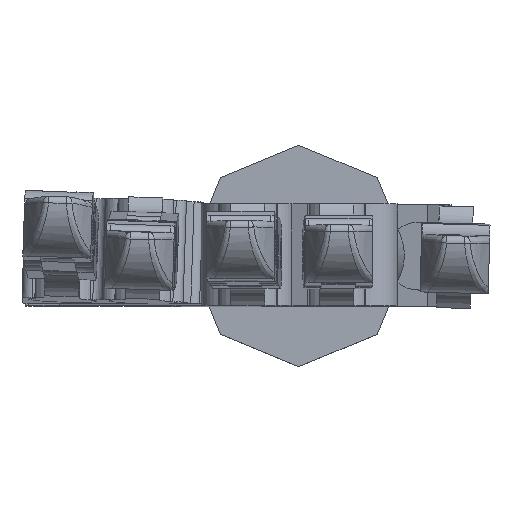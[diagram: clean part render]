
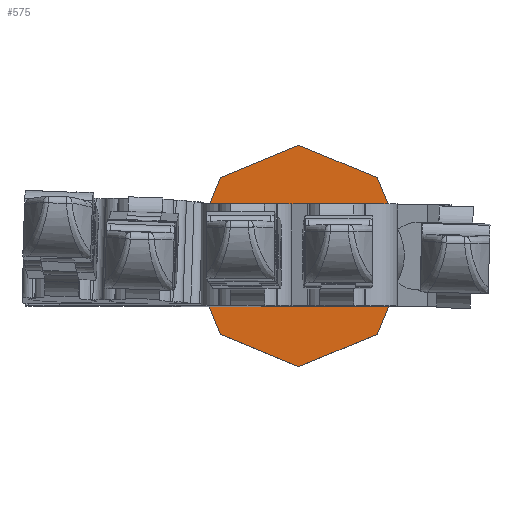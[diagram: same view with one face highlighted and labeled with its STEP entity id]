
A CAD part, top view. The second image highlights one B-rep face of the part: STEP entity #575.
In plain terms, the highlighted planar face has unit normal (0, 0, 1).
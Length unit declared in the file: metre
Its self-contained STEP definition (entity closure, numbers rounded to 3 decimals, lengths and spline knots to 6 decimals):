
#575 = ADVANCED_FACE( '', ( #1005, #1006, #1007 ), #1008, .F. );
#1005 = FACE_BOUND( '', #1760, .T. );
#1006 = FACE_BOUND( '', #1761, .T. );
#1007 = FACE_OUTER_BOUND( '', #1762, .T. );
#1008 = PLANE( '', #1763 );
#1760 = EDGE_LOOP( '', ( #5158 ) );
#1761 = EDGE_LOOP( '', ( #5159 ) );
#1762 = EDGE_LOOP( '', ( #5160, #5161, #5162, #5163, #5164, #5165, #5166, #5167 ) );
#1763 = AXIS2_PLACEMENT_3D( '', #5168, #5169, #5170 );
#5158 = ORIENTED_EDGE( '', *, *, #7207, .T. );
#5159 = ORIENTED_EDGE( '', *, *, #7208, .T. );
#5160 = ORIENTED_EDGE( '', *, *, #7209, .F. );
#5161 = ORIENTED_EDGE( '', *, *, #7231, .F. );
#5162 = ORIENTED_EDGE( '', *, *, #7228, .F. );
#5163 = ORIENTED_EDGE( '', *, *, #7225, .F. );
#5164 = ORIENTED_EDGE( '', *, *, #7222, .F. );
#5165 = ORIENTED_EDGE( '', *, *, #7219, .F. );
#5166 = ORIENTED_EDGE( '', *, *, #7216, .F. );
#5167 = ORIENTED_EDGE( '', *, *, #7213, .F. );
#5168 = CARTESIAN_POINT( '', ( -0.014561, -0.0075, -0.103376 ) );
#5169 = DIRECTION( '', ( 0., 0., -1. ) );
#5170 = DIRECTION( '', ( 1., 0., 0. ) );
#7207 = EDGE_CURVE( '', #8090, #8090, #8091, .T. );
#7208 = EDGE_CURVE( '', #8092, #8092, #8093, .T. );
#7209 = EDGE_CURVE( '', #8094, #8095, #8096, .T. );
#7213 = EDGE_CURVE( '', #8095, #8102, #8103, .T. );
#7216 = EDGE_CURVE( '', #8102, #8107, #8108, .T. );
#7219 = EDGE_CURVE( '', #8107, #8112, #8113, .T. );
#7222 = EDGE_CURVE( '', #8112, #8117, #8118, .T. );
#7225 = EDGE_CURVE( '', #8117, #8122, #8123, .T. );
#7228 = EDGE_CURVE( '', #8122, #8127, #8128, .T. );
#7231 = EDGE_CURVE( '', #8127, #8094, #8132, .T. );
#8090 = VERTEX_POINT( '', #9482 );
#8091 = CIRCLE( '', #9483, 0.005 );
#8092 = VERTEX_POINT( '', #9484 );
#8093 = CIRCLE( '', #9485, 0.005 );
#8094 = VERTEX_POINT( '', #9486 );
#8095 = VERTEX_POINT( '', #9487 );
#8096 = LINE( '', #9488, #9489 );
#8102 = VERTEX_POINT( '', #9498 );
#8103 = LINE( '', #9499, #9500 );
#8107 = VERTEX_POINT( '', #9506 );
#8108 = LINE( '', #9507, #9508 );
#8112 = VERTEX_POINT( '', #9514 );
#8113 = LINE( '', #9515, #9516 );
#8117 = VERTEX_POINT( '', #9522 );
#8118 = LINE( '', #9523, #9524 );
#8122 = VERTEX_POINT( '', #9530 );
#8123 = LINE( '', #9531, #9532 );
#8127 = VERTEX_POINT( '', #9538 );
#8128 = LINE( '', #9539, #9540 );
#8132 = LINE( '', #9546, #9547 );
#9482 = CARTESIAN_POINT( '', ( -0.025811, -0.0075, -0.103376 ) );
#9483 = AXIS2_PLACEMENT_3D( '', #13030, #13031, #13032 );
#9484 = CARTESIAN_POINT( '', ( -0.013311, -0.0075, -0.103376 ) );
#9485 = AXIS2_PLACEMENT_3D( '', #13033, #13034, #13035 );
#9486 = CARTESIAN_POINT( '', ( -0.014561, 0.008832, -0.103376 ) );
#9487 = CARTESIAN_POINT( '', ( -0.003013, 0.004048, -0.103376 ) );
#9488 = CARTESIAN_POINT( '', ( -0.008787, 0.00644, -0.103376 ) );
#9489 = VECTOR( '', #13036, 1. );
#9498 = CARTESIAN_POINT( '', ( 0.001771, -0.0075, -0.103376 ) );
#9499 = CARTESIAN_POINT( '', ( -0.000621, -0.001726, -0.103376 ) );
#9500 = VECTOR( '', #13040, 1. );
#9506 = CARTESIAN_POINT( '', ( -0.003013, -0.019048, -0.103376 ) );
#9507 = CARTESIAN_POINT( '', ( -0.000621, -0.013274, -0.103376 ) );
#9508 = VECTOR( '', #13043, 1. );
#9514 = CARTESIAN_POINT( '', ( -0.014561, -0.023832, -0.103376 ) );
#9515 = CARTESIAN_POINT( '', ( -0.008787, -0.02144, -0.103376 ) );
#9516 = VECTOR( '', #13046, 1. );
#9522 = CARTESIAN_POINT( '', ( -0.02611, -0.019048, -0.103376 ) );
#9523 = CARTESIAN_POINT( '', ( -0.020335, -0.02144, -0.103376 ) );
#9524 = VECTOR( '', #13049, 1. );
#9530 = CARTESIAN_POINT( '', ( -0.030893, -0.0075, -0.103376 ) );
#9531 = CARTESIAN_POINT( '', ( -0.028501, -0.013274, -0.103376 ) );
#9532 = VECTOR( '', #13052, 1. );
#9538 = CARTESIAN_POINT( '', ( -0.02611, 0.004048, -0.103376 ) );
#9539 = CARTESIAN_POINT( '', ( -0.028501, -0.001726, -0.103376 ) );
#9540 = VECTOR( '', #13055, 1. );
#9546 = CARTESIAN_POINT( '', ( -0.020335, 0.00644, -0.103376 ) );
#9547 = VECTOR( '', #13058, 1. );
#13030 = CARTESIAN_POINT( '', ( -0.020811, -0.0075, -0.103376 ) );
#13031 = DIRECTION( '', ( 0., 0., -1. ) );
#13032 = DIRECTION( '', ( -1., 0., 0. ) );
#13033 = CARTESIAN_POINT( '', ( -0.008311, -0.0075, -0.103376 ) );
#13034 = DIRECTION( '', ( 0., 0., -1. ) );
#13035 = DIRECTION( '', ( -1., 0., 0. ) );
#13036 = DIRECTION( '', ( 0.924, -0.383, 0. ) );
#13040 = DIRECTION( '', ( 0.383, -0.924, 0. ) );
#13043 = DIRECTION( '', ( -0.383, -0.924, 0. ) );
#13046 = DIRECTION( '', ( -0.924, -0.383, 0. ) );
#13049 = DIRECTION( '', ( -0.924, 0.383, 0. ) );
#13052 = DIRECTION( '', ( -0.383, 0.924, 0. ) );
#13055 = DIRECTION( '', ( 0.383, 0.924, 0. ) );
#13058 = DIRECTION( '', ( 0.924, 0.383, 0. ) );
